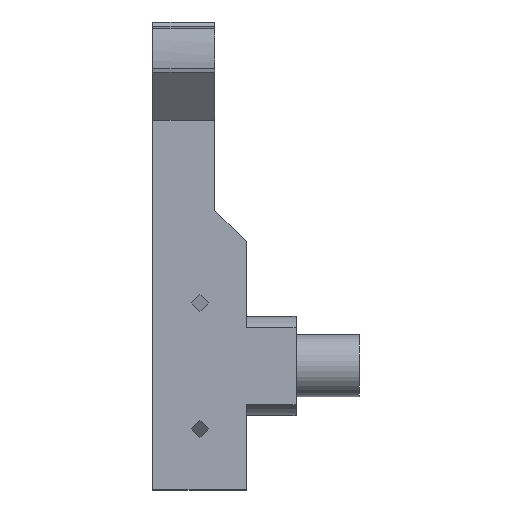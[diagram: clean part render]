
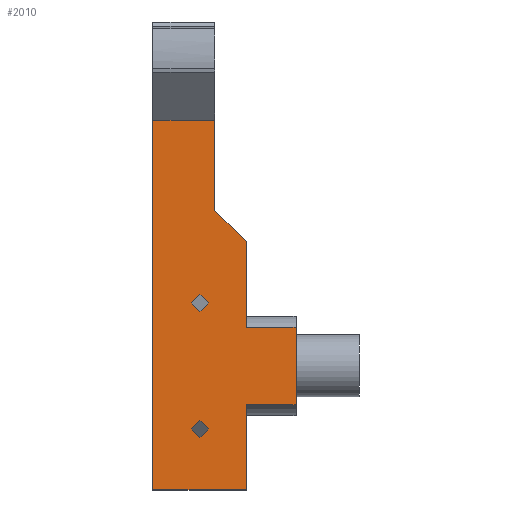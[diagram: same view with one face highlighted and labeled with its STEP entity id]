
A CAD part, top view. The second image highlights one B-rep face of the part: STEP entity #2010.
In plain terms, the highlighted planar face has unit normal (0, 0, 1).
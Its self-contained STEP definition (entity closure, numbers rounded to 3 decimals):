
#18=FACE_BOUND('',#383,.T.);
#19=FACE_BOUND('',#384,.T.);
#278=FACE_OUTER_BOUND('',#382,.T.);
#382=EDGE_LOOP('',(#1841,#1842,#1843,#1844,#1845,#1846,#1847,#1848,#1849,
#1850,#1851,#1852));
#383=EDGE_LOOP('',(#1853,#1854,#1855,#1856));
#384=EDGE_LOOP('',(#1857,#1858,#1859,#1860));
#387=LINE('',#2632,#579);
#390=LINE('',#2638,#582);
#393=LINE('',#2644,#585);
#396=LINE('',#2648,#588);
#399=LINE('',#2656,#591);
#402=LINE('',#2662,#594);
#405=LINE('',#2668,#597);
#408=LINE('',#2672,#600);
#440=LINE('',#4010,#632);
#445=LINE('',#4022,#637);
#456=LINE('',#4045,#648);
#556=LINE('',#7893,#748);
#566=LINE('',#7913,#758);
#568=LINE('',#7920,#760);
#569=LINE('',#7925,#761);
#570=LINE('',#7931,#762);
#571=LINE('',#7934,#763);
#572=LINE('',#7938,#764);
#575=LINE('',#7946,#767);
#576=LINE('',#7948,#768);
#579=VECTOR('',#2166,10.);
#582=VECTOR('',#2171,10.);
#585=VECTOR('',#2176,10.);
#588=VECTOR('',#2181,10.);
#591=VECTOR('',#2186,10.);
#594=VECTOR('',#2191,10.);
#597=VECTOR('',#2196,10.);
#600=VECTOR('',#2201,10.);
#632=VECTOR('',#2285,10.);
#637=VECTOR('',#2294,10.);
#648=VECTOR('',#2315,10.);
#748=VECTOR('',#2563,10.);
#758=VECTOR('',#2577,10.);
#760=VECTOR('',#2585,10.);
#761=VECTOR('',#2590,10.);
#762=VECTOR('',#2597,10.);
#763=VECTOR('',#2602,10.);
#764=VECTOR('',#2607,10.);
#767=VECTOR('',#2618,10.);
#768=VECTOR('',#2621,10.);
#771=VERTEX_POINT('',#2629);
#772=VERTEX_POINT('',#2631);
#774=VERTEX_POINT('',#2637);
#776=VERTEX_POINT('',#2643);
#779=VERTEX_POINT('',#2653);
#780=VERTEX_POINT('',#2655);
#782=VERTEX_POINT('',#2661);
#784=VERTEX_POINT('',#2667);
#863=VERTEX_POINT('',#4007);
#864=VERTEX_POINT('',#4009);
#869=VERTEX_POINT('',#4021);
#876=VERTEX_POINT('',#4043);
#950=VERTEX_POINT('',#7891);
#958=VERTEX_POINT('',#7912);
#959=VERTEX_POINT('',#7916);
#960=VERTEX_POINT('',#7918);
#961=VERTEX_POINT('',#7922);
#963=VERTEX_POINT('',#7928);
#964=VERTEX_POINT('',#7930);
#965=VERTEX_POINT('',#7937);
#969=EDGE_CURVE('',#772,#771,#387,.T.);
#972=EDGE_CURVE('',#774,#772,#390,.T.);
#975=EDGE_CURVE('',#776,#774,#393,.T.);
#978=EDGE_CURVE('',#771,#776,#396,.T.);
#981=EDGE_CURVE('',#780,#779,#399,.T.);
#984=EDGE_CURVE('',#782,#780,#402,.T.);
#987=EDGE_CURVE('',#784,#782,#405,.T.);
#990=EDGE_CURVE('',#779,#784,#408,.T.);
#1070=EDGE_CURVE('',#863,#864,#440,.T.);
#1076=EDGE_CURVE('',#864,#869,#445,.T.);
#1088=EDGE_CURVE('',#863,#876,#456,.T.);
#1236=EDGE_CURVE('',#950,#876,#556,.T.);
#1246=EDGE_CURVE('',#958,#869,#566,.T.);
#1250=EDGE_CURVE('',#959,#960,#568,.T.);
#1252=EDGE_CURVE('',#961,#960,#569,.T.);
#1255=EDGE_CURVE('',#963,#964,#570,.T.);
#1257=EDGE_CURVE('',#964,#961,#571,.T.);
#1259=EDGE_CURVE('',#959,#965,#572,.T.);
#1263=EDGE_CURVE('',#958,#963,#575,.T.);
#1264=EDGE_CURVE('',#965,#950,#576,.T.);
#1841=ORIENTED_EDGE('',*,*,#1264,.F.);
#1842=ORIENTED_EDGE('',*,*,#1259,.F.);
#1843=ORIENTED_EDGE('',*,*,#1250,.T.);
#1844=ORIENTED_EDGE('',*,*,#1252,.F.);
#1845=ORIENTED_EDGE('',*,*,#1257,.F.);
#1846=ORIENTED_EDGE('',*,*,#1255,.F.);
#1847=ORIENTED_EDGE('',*,*,#1263,.F.);
#1848=ORIENTED_EDGE('',*,*,#1246,.T.);
#1849=ORIENTED_EDGE('',*,*,#1076,.F.);
#1850=ORIENTED_EDGE('',*,*,#1070,.F.);
#1851=ORIENTED_EDGE('',*,*,#1088,.T.);
#1852=ORIENTED_EDGE('',*,*,#1236,.F.);
#1853=ORIENTED_EDGE('',*,*,#975,.T.);
#1854=ORIENTED_EDGE('',*,*,#972,.T.);
#1855=ORIENTED_EDGE('',*,*,#969,.T.);
#1856=ORIENTED_EDGE('',*,*,#978,.T.);
#1857=ORIENTED_EDGE('',*,*,#987,.T.);
#1858=ORIENTED_EDGE('',*,*,#984,.T.);
#1859=ORIENTED_EDGE('',*,*,#981,.T.);
#1860=ORIENTED_EDGE('',*,*,#990,.T.);
#1909=PLANE('',#2159);
#2010=ADVANCED_FACE('',(#278,#18,#19),#1909,.F.);
#2159=AXIS2_PLACEMENT_3D('',#7949,#2622,#2623);
#2166=DIRECTION('',(-0.707,0.707,0.));
#2171=DIRECTION('',(-0.707,-0.707,0.));
#2176=DIRECTION('',(0.707,-0.707,0.));
#2181=DIRECTION('',(0.707,0.707,0.));
#2186=DIRECTION('',(-0.707,0.707,0.));
#2191=DIRECTION('',(-0.707,-0.707,0.));
#2196=DIRECTION('',(0.707,-0.707,0.));
#2201=DIRECTION('',(0.707,0.707,0.));
#2285=DIRECTION('',(0.,-1.,0.));
#2294=DIRECTION('',(0.707,-0.707,0.));
#2315=DIRECTION('',(-1.,0.,0.));
#2563=DIRECTION('',(0.,1.,0.));
#2577=DIRECTION('',(-1.,0.,0.));
#2585=DIRECTION('',(1.,0.,0.));
#2590=DIRECTION('',(0.,-1.,0.));
#2597=DIRECTION('',(1.,0.,0.));
#2602=DIRECTION('',(0.,-1.,0.));
#2607=DIRECTION('',(0.,-1.,0.));
#2618=DIRECTION('',(0.,-1.,0.));
#2621=DIRECTION('',(-1.,0.,0.));
#2622=DIRECTION('center_axis',(0.,0.,-1.));
#2623=DIRECTION('ref_axis',(1.,0.,0.));
#2629=CARTESIAN_POINT('',(35.78,-8.255,43.237));
#2631=CARTESIAN_POINT('',(36.487,-8.962,43.237));
#2632=CARTESIAN_POINT('',(37.643,-10.118,43.237));
#2637=CARTESIAN_POINT('',(37.194,-8.255,43.237));
#2638=CARTESIAN_POINT('',(35.81,-9.639,43.237));
#2643=CARTESIAN_POINT('',(36.487,-7.548,43.237));
#2644=CARTESIAN_POINT('',(37.996,-9.058,43.237));
#2648=CARTESIAN_POINT('',(34.749,-9.286,43.237));
#2653=CARTESIAN_POINT('',(35.78,-18.416,43.237));
#2655=CARTESIAN_POINT('',(36.487,-19.123,43.237));
#2656=CARTESIAN_POINT('',(35.103,-17.739,43.237));
#2661=CARTESIAN_POINT('',(37.194,-18.416,43.237));
#2662=CARTESIAN_POINT('',(38.35,-17.26,43.237));
#2667=CARTESIAN_POINT('',(36.487,-17.709,43.237));
#2668=CARTESIAN_POINT('',(35.456,-16.678,43.237));
#2672=CARTESIAN_POINT('',(37.289,-16.906,43.237));
#4007=CARTESIAN_POINT('',(37.676,6.495,43.237));
#4009=CARTESIAN_POINT('',(37.676,-0.776,43.237));
#4010=CARTESIAN_POINT('',(37.676,-3.404,43.237));
#4021=CARTESIAN_POINT('',(40.236,-3.336,43.237));
#4022=CARTESIAN_POINT('',(41.222,-4.321,43.237));
#4043=CARTESIAN_POINT('',(32.676,6.495,43.237));
#4045=CARTESIAN_POINT('',(37.676,6.495,43.237));
#7891=CARTESIAN_POINT('',(32.676,-23.336,43.237));
#7893=CARTESIAN_POINT('',(32.676,-3.404,43.237));
#7912=CARTESIAN_POINT('',(40.238,-3.336,43.237));
#7913=CARTESIAN_POINT('',(40.238,-3.336,43.237));
#7916=CARTESIAN_POINT('',(40.238,-16.458,43.237));
#7918=CARTESIAN_POINT('',(44.238,-16.458,43.237));
#7920=CARTESIAN_POINT('',(40.238,-16.458,43.237));
#7922=CARTESIAN_POINT('',(44.238,-13.336,43.237));
#7925=CARTESIAN_POINT('',(44.238,-3.336,43.237));
#7928=CARTESIAN_POINT('',(40.238,-10.213,43.237));
#7930=CARTESIAN_POINT('',(44.238,-10.213,43.237));
#7931=CARTESIAN_POINT('',(40.238,-10.213,43.237));
#7934=CARTESIAN_POINT('',(44.238,-3.336,43.237));
#7937=CARTESIAN_POINT('',(40.238,-23.336,43.237));
#7938=CARTESIAN_POINT('',(40.238,-13.336,43.237));
#7946=CARTESIAN_POINT('',(40.238,-13.336,43.237));
#7948=CARTESIAN_POINT('',(40.238,-23.336,43.237));
#7949=CARTESIAN_POINT('Origin',(36.738,-13.336,43.237));
